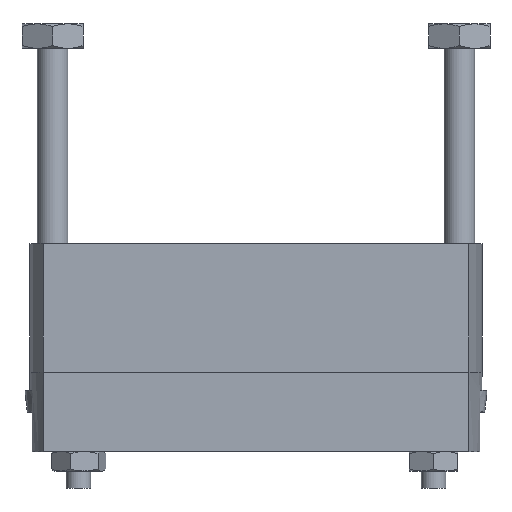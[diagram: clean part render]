
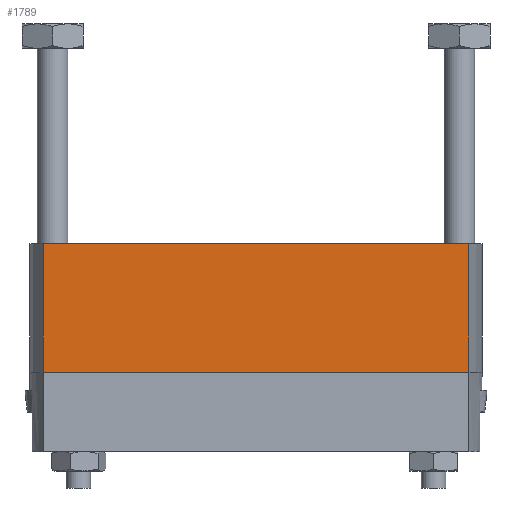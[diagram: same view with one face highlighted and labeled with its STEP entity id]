
A CAD part, front view. The second image highlights one B-rep face of the part: STEP entity #1789.
In plain terms, the highlighted planar face has unit normal (0, -1, 0).
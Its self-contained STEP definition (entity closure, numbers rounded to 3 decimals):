
#316 = DIRECTION ( 'NONE',  ( 1., 0., 0. ) ) ;
#753 = LINE ( 'NONE', #2830, #9116 ) ;
#1156 = VERTEX_POINT ( 'NONE', #7820 ) ;
#1231 = DIRECTION ( 'NONE',  ( 0., 0., 1. ) ) ;
#1255 = VERTEX_POINT ( 'NONE', #8449 ) ;
#1388 = CARTESIAN_POINT ( 'NONE',  ( 17.412, -6.25, -10.5 ) ) ;
#1789 = ADVANCED_FACE ( 'NONE', ( #6629 ), #9273, .T. ) ;
#1818 = LINE ( 'NONE', #7493, #8008 ) ;
#2122 = LINE ( 'NONE', #1388, #8291 ) ;
#2219 = LINE ( 'NONE', #7957, #4164 ) ;
#2830 = CARTESIAN_POINT ( 'NONE',  ( 17.412, -6.25, -10.5 ) ) ;
#3157 = DIRECTION ( 'NONE',  ( 0., 0., 1. ) ) ;
#3279 = EDGE_CURVE ( 'NONE', #6562, #7570, #2122, .T. ) ;
#3841 = DIRECTION ( 'NONE',  ( 1., 0., 0. ) ) ;
#4164 = VECTOR ( 'NONE', #3157, 1000. ) ;
#4335 = DIRECTION ( 'NONE',  ( 1., 0., 0. ) ) ;
#4483 = ORIENTED_EDGE ( 'NONE', *, *, #8352, .F. ) ;
#4531 = DIRECTION ( 'NONE',  ( 0., -1., 0. ) ) ;
#4974 = AXIS2_PLACEMENT_3D ( 'NONE', #5711, #4531, #3841 ) ;
#5342 = ORIENTED_EDGE ( 'NONE', *, *, #8598, .F. ) ;
#5711 = CARTESIAN_POINT ( 'NONE',  ( 17.412, -6.25, -10.5 ) ) ;
#6562 = VERTEX_POINT ( 'NONE', #7332 ) ;
#6629 = FACE_OUTER_BOUND ( 'NONE', #9125, .T. ) ;
#7332 = CARTESIAN_POINT ( 'NONE',  ( 17.412, -6.25, -10.5 ) ) ;
#7493 = CARTESIAN_POINT ( 'NONE',  ( 17.412, -6.25, 0. ) ) ;
#7570 = VERTEX_POINT ( 'NONE', #8468 ) ;
#7820 = CARTESIAN_POINT ( 'NONE',  ( -17.412, -6.25, -10.5 ) ) ;
#7957 = CARTESIAN_POINT ( 'NONE',  ( -17.412, -6.25, -10.5 ) ) ;
#8008 = VECTOR ( 'NONE', #4335, 1000. ) ;
#8164 = ORIENTED_EDGE ( 'NONE', *, *, #8697, .T. ) ;
#8291 = VECTOR ( 'NONE', #1231, 1000. ) ;
#8352 = EDGE_CURVE ( 'NONE', #1156, #1255, #2219, .T. ) ;
#8449 = CARTESIAN_POINT ( 'NONE',  ( -17.412, -6.25, 0. ) ) ;
#8468 = CARTESIAN_POINT ( 'NONE',  ( 17.412, -6.25, 0. ) ) ;
#8598 = EDGE_CURVE ( 'NONE', #1255, #7570, #1818, .T. ) ;
#8697 = EDGE_CURVE ( 'NONE', #1156, #6562, #753, .T. ) ;
#9116 = VECTOR ( 'NONE', #316, 1000. ) ;
#9125 = EDGE_LOOP ( 'NONE', ( #5342, #4483, #8164, #9168 ) ) ;
#9168 = ORIENTED_EDGE ( 'NONE', *, *, #3279, .T. ) ;
#9273 = PLANE ( 'NONE',  #4974 ) ;
